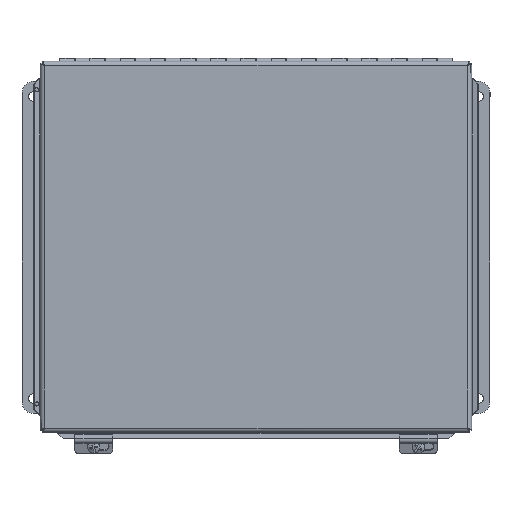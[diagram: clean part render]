
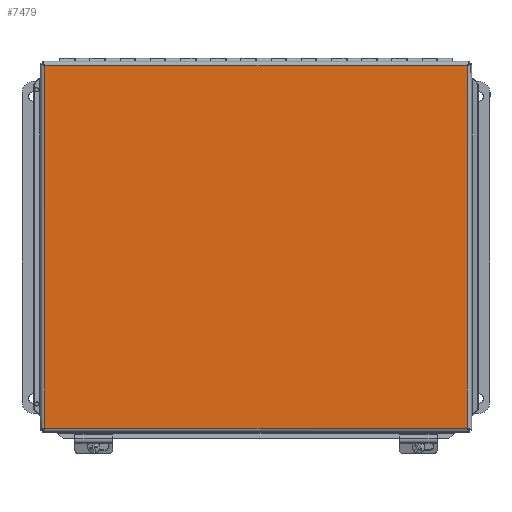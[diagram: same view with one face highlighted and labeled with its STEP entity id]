
A CAD part, top view. The second image highlights one B-rep face of the part: STEP entity #7479.
In plain terms, the highlighted planar face has unit normal (0, 0, 1).
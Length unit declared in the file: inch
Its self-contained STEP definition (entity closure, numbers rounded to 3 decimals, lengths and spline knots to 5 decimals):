
#705=FACE_OUTER_BOUND('',#1132,.T.);
#1132=EDGE_LOOP('',(#5324,#5325,#5326,#5327));
#1822=LINE('',#11031,#2570);
#1828=LINE('',#11112,#2576);
#1833=LINE('',#11191,#2581);
#1838=LINE('',#11269,#2586);
#2570=VECTOR('',#8820,12.007);
#2576=VECTOR('',#8834,14.007);
#2581=VECTOR('',#8847,14.007);
#2586=VECTOR('',#8860,12.007);
#3270=VERTEX_POINT('',#11022);
#3271=VERTEX_POINT('',#11030);
#3274=VERTEX_POINT('',#11104);
#3276=VERTEX_POINT('',#11190);
#4015=EDGE_CURVE('',#3271,#3270,#1822,.T.);
#4025=EDGE_CURVE('',#3270,#3274,#1828,.T.);
#4034=EDGE_CURVE('',#3276,#3271,#1833,.T.);
#4043=EDGE_CURVE('',#3274,#3276,#1838,.T.);
#5324=ORIENTED_EDGE('',*,*,#4015,.T.);
#5325=ORIENTED_EDGE('',*,*,#4025,.T.);
#5326=ORIENTED_EDGE('',*,*,#4043,.T.);
#5327=ORIENTED_EDGE('',*,*,#4034,.T.);
#6888=PLANE('',#7915);
#7479=ADVANCED_FACE('',(#705),#6888,.T.);
#7915=AXIS2_PLACEMENT_3D('',#11337,#8870,#8871);
#8820=DIRECTION('',(1.,0.,0.));
#8834=DIRECTION('',(0.,1.,0.));
#8847=DIRECTION('',(0.,-1.,0.));
#8860=DIRECTION('',(-1.,0.,0.));
#8870=DIRECTION('center_axis',(0.,0.,1.));
#8871=DIRECTION('ref_axis',(1.,0.,0.));
#11022=CARTESIAN_POINT('',(6.0035,-7.0035,0.059));
#11030=CARTESIAN_POINT('',(-6.0035,-7.0035,0.059));
#11031=CARTESIAN_POINT('',(-3.00175,-7.0035,0.059));
#11104=CARTESIAN_POINT('',(6.0035,7.0035,0.059));
#11112=CARTESIAN_POINT('',(6.0035,-3.50175,0.059));
#11190=CARTESIAN_POINT('',(-6.0035,7.0035,0.059));
#11191=CARTESIAN_POINT('',(-6.0035,3.50175,0.059));
#11269=CARTESIAN_POINT('',(3.00175,7.0035,0.059));
#11337=CARTESIAN_POINT('Origin',(0.,0.,
0.059));
